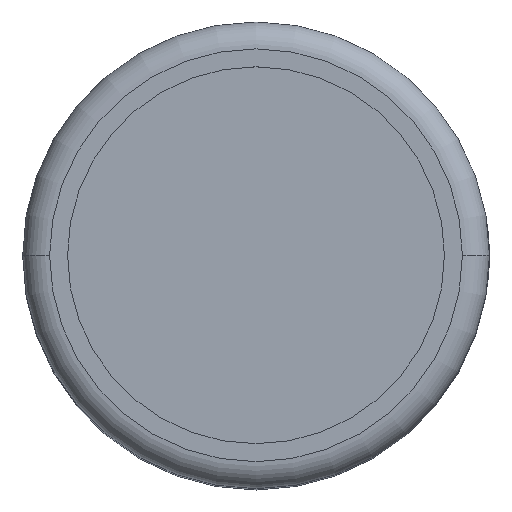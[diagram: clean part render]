
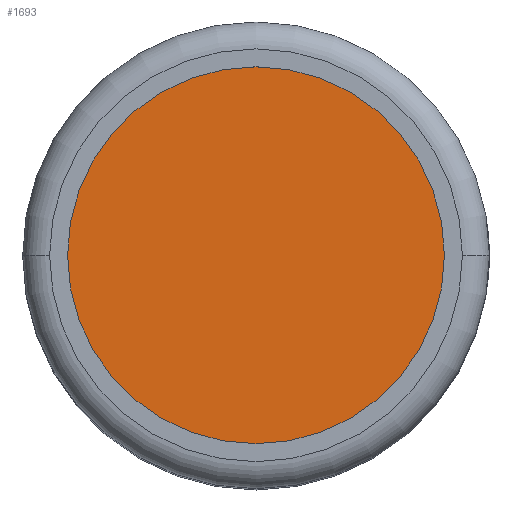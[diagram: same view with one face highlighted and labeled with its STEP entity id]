
A CAD part, top view. The second image highlights one B-rep face of the part: STEP entity #1693.
In plain terms, the highlighted planar face has unit normal (0, 0, 1).
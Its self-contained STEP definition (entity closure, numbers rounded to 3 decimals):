
#1623=CARTESIAN_POINT('',(-10.5,0.,46.75));
#1624=VERTEX_POINT('',#1623);
#1633=CARTESIAN_POINT('',(10.5,0.0,46.75));
#1634=VERTEX_POINT('',#1633);
#1635=CARTESIAN_POINT('',(0.0,0.0,46.75));
#1636=DIRECTION('',(0.0,0.0,-1.0));
#1637=DIRECTION('',(-1.0,0.0,0.0));
#1638=AXIS2_PLACEMENT_3D('',#1635,#1636,#1637);
#1639=CIRCLE('',#1638,10.5);
#1640=EDGE_CURVE('',#1624,#1634,#1639,.T.);
#1674=CARTESIAN_POINT('',(0.0,0.0,46.75));
#1675=DIRECTION('',(0.0,0.0,-1.0));
#1676=DIRECTION('',(-1.0,0.0,0.0));
#1677=AXIS2_PLACEMENT_3D('',#1674,#1675,#1676);
#1678=CIRCLE('',#1677,10.5);
#1679=EDGE_CURVE('',#1634,#1624,#1678,.T.);
#1684=CARTESIAN_POINT('',(0.0,0.0,46.75));
#1685=DIRECTION('',(0.0,0.0,1.0));
#1686=DIRECTION('',(-1.0,0.0,0.0));
#1687=AXIS2_PLACEMENT_3D('',#1684,#1685,#1686);
#1688=PLANE('',#1687);
#1689=ORIENTED_EDGE('',*,*,#1640,.F.);
#1690=ORIENTED_EDGE('',*,*,#1679,.F.);
#1691=EDGE_LOOP('',(#1689,#1690));
#1692=FACE_OUTER_BOUND('',#1691,.T.);
#1693=ADVANCED_FACE('',(#1692),#1688,.T.);
